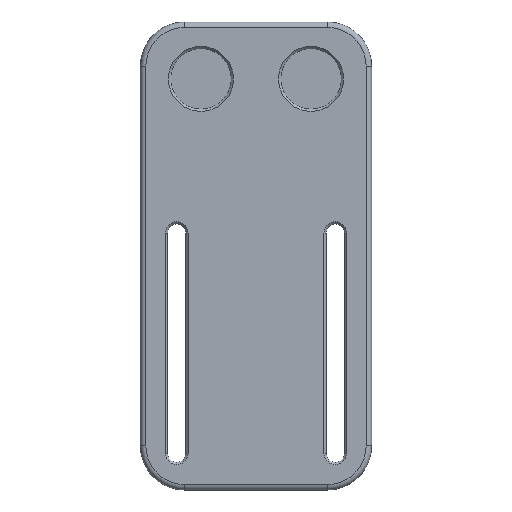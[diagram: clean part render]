
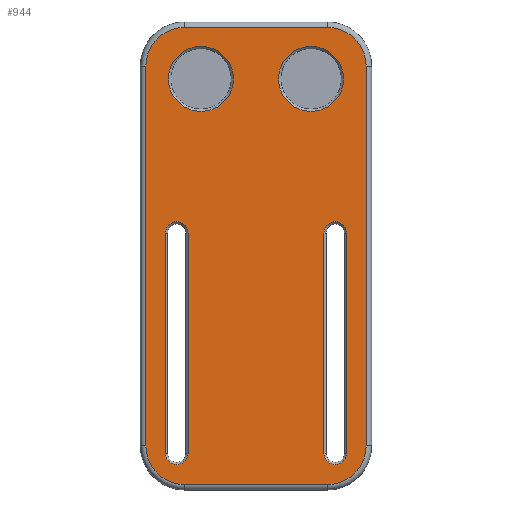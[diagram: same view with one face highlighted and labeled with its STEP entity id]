
A CAD part, front view. The second image highlights one B-rep face of the part: STEP entity #944.
In plain terms, the highlighted planar face has unit normal (0, -1, 0).
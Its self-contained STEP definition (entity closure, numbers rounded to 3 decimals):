
#25=FACE_BOUND('',#317,.T.);
#26=FACE_BOUND('',#318,.T.);
#27=FACE_BOUND('',#319,.T.);
#28=FACE_BOUND('',#320,.T.);
#35=PLANE('',#1058);
#74=LINE('',#1537,#148);
#75=LINE('',#1546,#149);
#77=LINE('',#1558,#151);
#79=LINE('',#1569,#153);
#82=LINE('',#1583,#156);
#83=LINE('',#1586,#157);
#84=LINE('',#1591,#158);
#85=LINE('',#1594,#159);
#148=VECTOR('',#1220,10.);
#149=VECTOR('',#1233,10.);
#151=VECTOR('',#1247,10.);
#153=VECTOR('',#1261,10.);
#156=VECTOR('',#1278,10.);
#157=VECTOR('',#1281,10.);
#158=VECTOR('',#1284,10.);
#159=VECTOR('',#1287,10.);
#250=FACE_OUTER_BOUND('',#316,.T.);
#316=EDGE_LOOP('',(#747,#748,#749,#750,#751,#752,#753,#754));
#317=EDGE_LOOP('',(#755));
#318=EDGE_LOOP('',(#756,#757,#758,#759));
#319=EDGE_LOOP('',(#760,#761,#762,#763));
#320=EDGE_LOOP('',(#764));
#388=CIRCLE('',#1039,7.);
#392=CIRCLE('',#1045,7.);
#396=CIRCLE('',#1051,7.);
#398=CIRCLE('',#1055,7.);
#399=CIRCLE('',#1059,5.9);
#400=CIRCLE('',#1060,2.05);
#401=CIRCLE('',#1061,2.05);
#402=CIRCLE('',#1062,2.05);
#403=CIRCLE('',#1063,2.05);
#404=CIRCLE('',#1064,5.9);
#454=VERTEX_POINT('',#1534);
#455=VERTEX_POINT('',#1536);
#456=VERTEX_POINT('',#1540);
#457=VERTEX_POINT('',#1544);
#458=VERTEX_POINT('',#1548);
#460=VERTEX_POINT('',#1554);
#462=VERTEX_POINT('',#1560);
#464=VERTEX_POINT('',#1566);
#465=VERTEX_POINT('',#1577);
#466=VERTEX_POINT('',#1579);
#467=VERTEX_POINT('',#1580);
#468=VERTEX_POINT('',#1582);
#469=VERTEX_POINT('',#1584);
#470=VERTEX_POINT('',#1587);
#471=VERTEX_POINT('',#1588);
#472=VERTEX_POINT('',#1590);
#473=VERTEX_POINT('',#1592);
#474=VERTEX_POINT('',#1595);
#549=EDGE_CURVE('',#454,#455,#74,.T.);
#552=EDGE_CURVE('',#455,#456,#388,.T.);
#554=EDGE_CURVE('',#456,#457,#75,.T.);
#557=EDGE_CURVE('',#457,#458,#392,.T.);
#560=EDGE_CURVE('',#458,#460,#77,.T.);
#563=EDGE_CURVE('',#460,#462,#396,.T.);
#566=EDGE_CURVE('',#462,#464,#79,.T.);
#567=EDGE_CURVE('',#464,#454,#398,.T.);
#570=EDGE_CURVE('',#465,#465,#399,.T.);
#571=EDGE_CURVE('',#466,#467,#400,.T.);
#572=EDGE_CURVE('',#468,#466,#82,.T.);
#573=EDGE_CURVE('',#469,#468,#401,.T.);
#574=EDGE_CURVE('',#467,#469,#83,.T.);
#575=EDGE_CURVE('',#470,#471,#402,.T.);
#576=EDGE_CURVE('',#472,#470,#84,.T.);
#577=EDGE_CURVE('',#473,#472,#403,.T.);
#578=EDGE_CURVE('',#471,#473,#85,.T.);
#579=EDGE_CURVE('',#474,#474,#404,.T.);
#747=ORIENTED_EDGE('',*,*,#549,.F.);
#748=ORIENTED_EDGE('',*,*,#567,.F.);
#749=ORIENTED_EDGE('',*,*,#566,.F.);
#750=ORIENTED_EDGE('',*,*,#563,.F.);
#751=ORIENTED_EDGE('',*,*,#560,.F.);
#752=ORIENTED_EDGE('',*,*,#557,.F.);
#753=ORIENTED_EDGE('',*,*,#554,.F.);
#754=ORIENTED_EDGE('',*,*,#552,.F.);
#755=ORIENTED_EDGE('',*,*,#570,.F.);
#756=ORIENTED_EDGE('',*,*,#571,.F.);
#757=ORIENTED_EDGE('',*,*,#572,.F.);
#758=ORIENTED_EDGE('',*,*,#573,.F.);
#759=ORIENTED_EDGE('',*,*,#574,.F.);
#760=ORIENTED_EDGE('',*,*,#575,.F.);
#761=ORIENTED_EDGE('',*,*,#576,.F.);
#762=ORIENTED_EDGE('',*,*,#577,.F.);
#763=ORIENTED_EDGE('',*,*,#578,.F.);
#764=ORIENTED_EDGE('',*,*,#579,.F.);
#944=ADVANCED_FACE('',(#250,#25,#26,#27,#28),#35,.F.);
#1039=AXIS2_PLACEMENT_3D('',#1542,#1227,#1228);
#1045=AXIS2_PLACEMENT_3D('',#1552,#1240,#1241);
#1051=AXIS2_PLACEMENT_3D('',#1564,#1254,#1255);
#1055=AXIS2_PLACEMENT_3D('',#1571,#1264,#1265);
#1058=AXIS2_PLACEMENT_3D('',#1576,#1272,#1273);
#1059=AXIS2_PLACEMENT_3D('',#1578,#1274,#1275);
#1060=AXIS2_PLACEMENT_3D('',#1581,#1276,#1277);
#1061=AXIS2_PLACEMENT_3D('',#1585,#1279,#1280);
#1062=AXIS2_PLACEMENT_3D('',#1589,#1282,#1283);
#1063=AXIS2_PLACEMENT_3D('',#1593,#1285,#1286);
#1064=AXIS2_PLACEMENT_3D('',#1596,#1288,#1289);
#1220=DIRECTION('',(0.,0.,-1.));
#1227=DIRECTION('center_axis',(0.,1.,0.));
#1228=DIRECTION('ref_axis',(0.707,0.,-0.707));
#1233=DIRECTION('',(-1.,0.,0.));
#1240=DIRECTION('center_axis',(0.,1.,0.));
#1241=DIRECTION('ref_axis',(-0.707,0.,-0.707));
#1247=DIRECTION('',(0.,0.,1.));
#1254=DIRECTION('center_axis',(0.,1.,0.));
#1255=DIRECTION('ref_axis',(-0.707,0.,0.707));
#1261=DIRECTION('',(1.,0.,0.));
#1264=DIRECTION('center_axis',(0.,1.,0.));
#1265=DIRECTION('ref_axis',(0.707,0.,0.707));
#1272=DIRECTION('center_axis',(0.,1.,0.));
#1273=DIRECTION('ref_axis',(-1.,0.,0.));
#1274=DIRECTION('center_axis',(0.,-1.,0.));
#1275=DIRECTION('ref_axis',(-1.,0.,0.));
#1276=DIRECTION('center_axis',(0.,-1.,0.));
#1277=DIRECTION('ref_axis',(-1.,0.,0.));
#1278=DIRECTION('',(0.,0.,1.));
#1279=DIRECTION('center_axis',(0.,-1.,0.));
#1280=DIRECTION('ref_axis',(1.,0.,0.));
#1281=DIRECTION('',(0.,0.,-1.));
#1282=DIRECTION('center_axis',(0.,-1.,0.));
#1283=DIRECTION('ref_axis',(-1.,0.,0.));
#1284=DIRECTION('',(0.,0.,1.));
#1285=DIRECTION('center_axis',(0.,-1.,0.));
#1286=DIRECTION('ref_axis',(1.,0.,0.));
#1287=DIRECTION('',(0.,0.,-1.));
#1288=DIRECTION('center_axis',(0.,-1.,0.));
#1289=DIRECTION('ref_axis',(-1.,0.,0.));
#1534=CARTESIAN_POINT('',(-190.413,217.929,567.335));
#1536=CARTESIAN_POINT('',(-190.413,217.929,498.335));
#1537=CARTESIAN_POINT('',(-190.413,217.929,554.085));
#1540=CARTESIAN_POINT('',(-197.413,217.929,491.335));
#1542=CARTESIAN_POINT('Origin',(-197.413,217.929,498.335));
#1544=CARTESIAN_POINT('',(-223.413,217.929,491.335));
#1546=CARTESIAN_POINT('',(-199.913,217.929,491.335));
#1548=CARTESIAN_POINT('',(-230.413,217.929,498.335));
#1552=CARTESIAN_POINT('Origin',(-223.413,217.929,498.335));
#1554=CARTESIAN_POINT('',(-230.413,217.929,567.335));
#1558=CARTESIAN_POINT('',(-230.413,217.929,511.585));
#1560=CARTESIAN_POINT('',(-223.413,217.929,574.335));
#1564=CARTESIAN_POINT('Origin',(-223.413,217.929,567.335));
#1566=CARTESIAN_POINT('',(-197.413,217.929,574.335));
#1569=CARTESIAN_POINT('',(-220.913,217.929,574.335));
#1571=CARTESIAN_POINT('Origin',(-197.413,217.929,567.335));
#1576=CARTESIAN_POINT('Origin',(-210.413,217.929,532.835));
#1577=CARTESIAN_POINT('',(-194.513,217.929,565.));
#1578=CARTESIAN_POINT('Origin',(-200.413,217.929,565.));
#1579=CARTESIAN_POINT('',(-193.963,217.929,537.));
#1580=CARTESIAN_POINT('',(-198.063,217.929,537.));
#1581=CARTESIAN_POINT('Origin',(-196.013,217.929,537.));
#1582=CARTESIAN_POINT('',(-193.963,217.929,497.));
#1583=CARTESIAN_POINT('',(-193.963,217.929,514.917));
#1584=CARTESIAN_POINT('',(-198.063,217.929,497.));
#1585=CARTESIAN_POINT('Origin',(-196.013,217.929,497.));
#1586=CARTESIAN_POINT('',(-198.063,217.929,534.917));
#1587=CARTESIAN_POINT('',(-222.763,217.929,537.));
#1588=CARTESIAN_POINT('',(-226.863,217.929,537.));
#1589=CARTESIAN_POINT('Origin',(-224.813,217.929,537.));
#1590=CARTESIAN_POINT('',(-222.763,217.929,497.));
#1591=CARTESIAN_POINT('',(-222.763,217.929,514.917));
#1592=CARTESIAN_POINT('',(-226.863,217.929,497.));
#1593=CARTESIAN_POINT('Origin',(-224.813,217.929,497.));
#1594=CARTESIAN_POINT('',(-226.863,217.929,534.917));
#1595=CARTESIAN_POINT('',(-214.513,217.929,565.));
#1596=CARTESIAN_POINT('Origin',(-220.413,217.929,565.));
